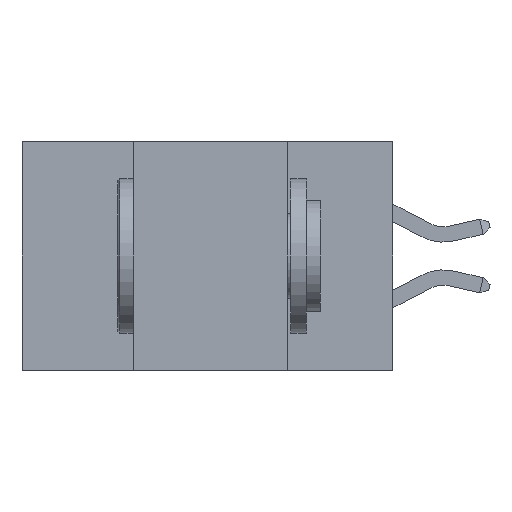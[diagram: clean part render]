
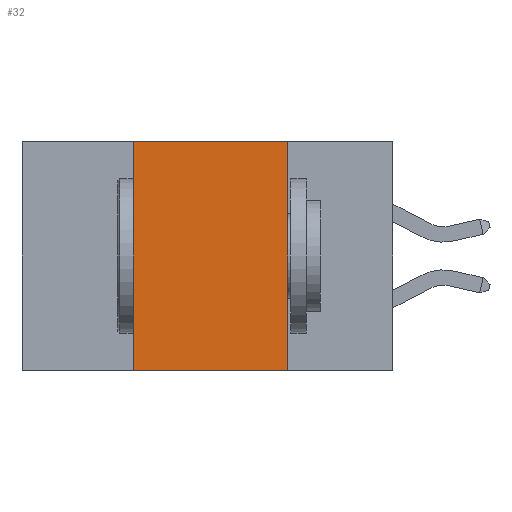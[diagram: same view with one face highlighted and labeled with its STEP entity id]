
A CAD part, left-side view. The second image highlights one B-rep face of the part: STEP entity #32.
In plain terms, the highlighted planar face has unit normal (-1, 0, 0).
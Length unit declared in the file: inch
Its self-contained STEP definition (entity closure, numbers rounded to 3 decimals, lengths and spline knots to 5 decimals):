
#32 = ADVANCED_FACE ( 'NONE', ( #32179 ), #18970, .F. ) ;
#558 = LINE ( 'NONE', #5556, #26800 ) ;
#2209 = CARTESIAN_POINT ( 'NONE',  ( 0., 0.42, 0. ) ) ;
#2371 = EDGE_LOOP ( 'NONE', ( #27962, #15086, #10255, #18555 ) ) ;
#4436 = AXIS2_PLACEMENT_3D ( 'NONE', #19325, #18496, #18253 ) ;
#5556 = CARTESIAN_POINT ( 'NONE',  ( 0., 0.6, -0.37 ) ) ;
#5868 = EDGE_CURVE ( 'NONE', #6023, #8207, #558, .T. ) ;
#6023 = VERTEX_POINT ( 'NONE', #22809 ) ;
#6344 = LINE ( 'NONE', #19425, #27576 ) ;
#6654 = CARTESIAN_POINT ( 'NONE',  ( 0., 0.42, 0. ) ) ;
#6851 = CARTESIAN_POINT ( 'NONE',  ( 0., 0.17, -0.37 ) ) ;
#8207 = VERTEX_POINT ( 'NONE', #6851 ) ;
#9485 = DIRECTION ( 'NONE',  ( 0., 0., 1. ) ) ;
#10255 = ORIENTED_EDGE ( 'NONE', *, *, #13386, .F. ) ;
#11111 = DIRECTION ( 'NONE',  ( 0., 0., -1. ) ) ;
#11846 = CARTESIAN_POINT ( 'NONE',  ( 0., 0.17, 0. ) ) ;
#12045 = EDGE_CURVE ( 'NONE', #33822, #22368, #32489, .T. ) ;
#13386 = EDGE_CURVE ( 'NONE', #6023, #33822, #34918, .T. ) ;
#14602 = DIRECTION ( 'NONE',  ( 0., -1., 0. ) ) ;
#15086 = ORIENTED_EDGE ( 'NONE', *, *, #12045, .F. ) ;
#18253 = DIRECTION ( 'NONE',  ( 0., 0., -1. ) ) ;
#18496 = DIRECTION ( 'NONE',  ( 1., 0., 0. ) ) ;
#18555 = ORIENTED_EDGE ( 'NONE', *, *, #5868, .T. ) ;
#18970 = PLANE ( 'NONE',  #4436 ) ;
#19325 = CARTESIAN_POINT ( 'NONE',  ( 0., 0.6, 0. ) ) ;
#19425 = CARTESIAN_POINT ( 'NONE',  ( 0., 0.17, 0. ) ) ;
#22368 = VERTEX_POINT ( 'NONE', #11846 ) ;
#22809 = CARTESIAN_POINT ( 'NONE',  ( 0., 0.42, -0.37 ) ) ;
#24476 = EDGE_CURVE ( 'NONE', #22368, #8207, #6344, .T. ) ;
#26800 = VECTOR ( 'NONE', #30461, 39.37008 ) ;
#26861 = VECTOR ( 'NONE', #9485, 39.37008 ) ;
#27576 = VECTOR ( 'NONE', #11111, 39.37008 ) ;
#27962 = ORIENTED_EDGE ( 'NONE', *, *, #24476, .F. ) ;
#28287 = CARTESIAN_POINT ( 'NONE',  ( 0., 0.6, 0. ) ) ;
#30461 = DIRECTION ( 'NONE',  ( 0., -1., 0. ) ) ;
#32179 = FACE_OUTER_BOUND ( 'NONE', #2371, .T. ) ;
#32489 = LINE ( 'NONE', #28287, #33337 ) ;
#33337 = VECTOR ( 'NONE', #14602, 39.37008 ) ;
#33822 = VERTEX_POINT ( 'NONE', #2209 ) ;
#34918 = LINE ( 'NONE', #6654, #26861 ) ;
